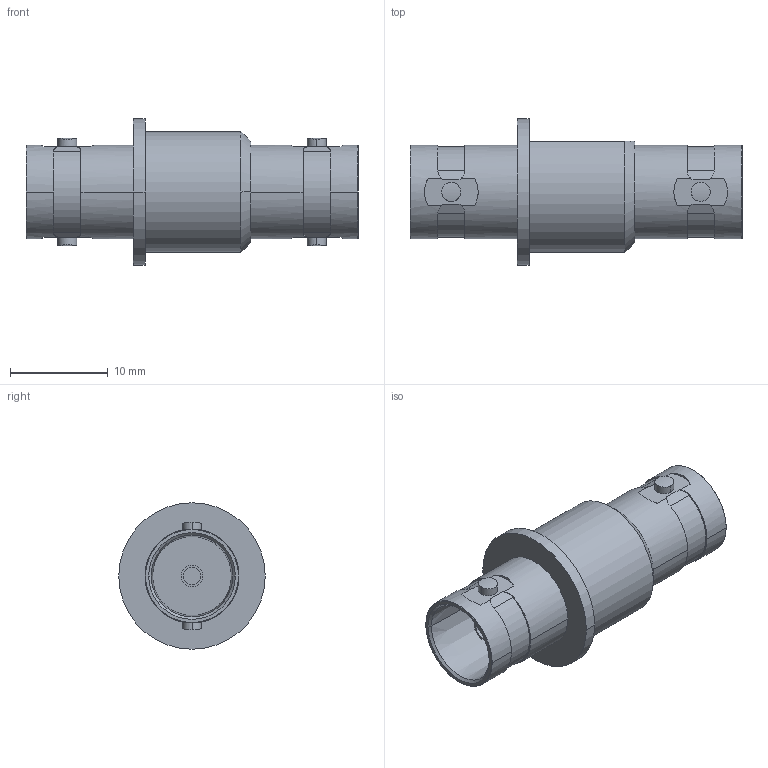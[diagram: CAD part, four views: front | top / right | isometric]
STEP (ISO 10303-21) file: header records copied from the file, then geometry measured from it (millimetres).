
FILE_DESCRIPTION((''),'2;1');
FILE_NAME('NBB75FG','2020-10-07T15:36:14',('phk'),(''),'CREO PARAMETRIC BY PTC INC, 2019080','CREO PARAMETRIC BY PTC INC, 2019080','');
FILE_SCHEMA(('CONFIG_CONTROL_DESIGN'));
Length unit declared in the file: millimetre
Products named in the file (1): NBB75FG
Bounding box: 34 x 15 x 15 mm (x, y, z)
Volume: 2147.9 mm3; surface area: 2042.5 mm2
Topology: 1 solids, 1 shells, 134 faces, 311 edges, 193 vertices
Faces by surface type: cylinder 61, plane 33, torus 26, cone 14
Entity records: 4163 total; most frequent: CARTESIAN_POINT 1071, DIRECTION 666, ORIENTED_EDGE 622, EDGE_CURVE 311, AXIS2_PLACEMENT_3D 287, VERTEX_POINT 193, CIRCLE 153, EDGE_LOOP 148
